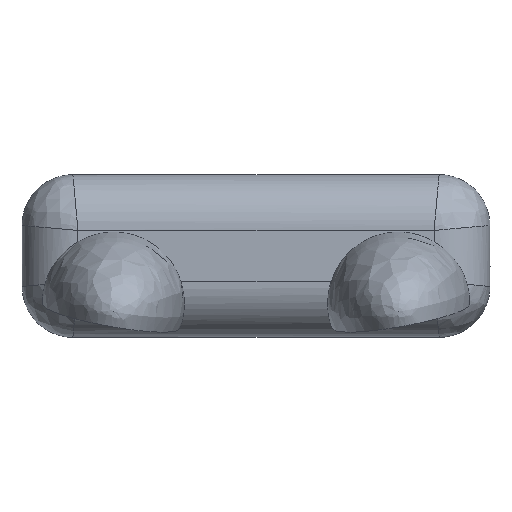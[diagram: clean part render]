
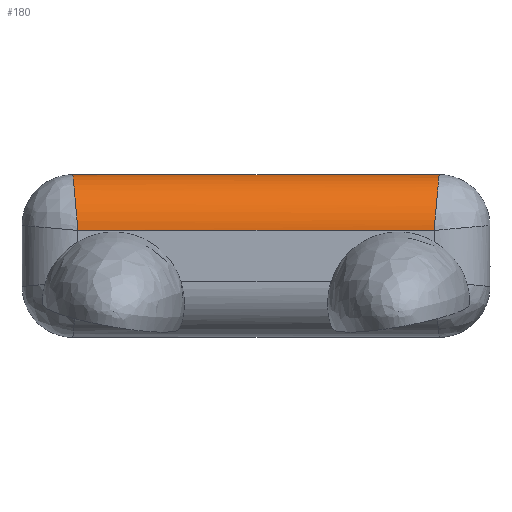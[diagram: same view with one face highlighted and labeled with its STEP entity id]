
A CAD part, top view. The second image highlights one B-rep face of the part: STEP entity #180.
In plain terms, the highlighted cylindrical face has radius 5.5 mm (diameter 11 mm), a partial arc.
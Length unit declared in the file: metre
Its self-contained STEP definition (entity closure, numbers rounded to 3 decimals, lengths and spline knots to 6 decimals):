
#180=ADVANCED_FACE('10:33713',(#374),#375,.T.);
#374=FACE_OUTER_BOUND('',#1026,.T.);
#375=CYLINDRICAL_SURFACE('',#1027,0.0055);
#1026=EDGE_LOOP('',(#1835,#1836,#1837,#1838));
#1027=AXIS2_PLACEMENT_3D('',#1839,#1840,#1841);
#1835=ORIENTED_EDGE('',*,*,#2203,.F.);
#1836=ORIENTED_EDGE('',*,*,#2184,.T.);
#1837=ORIENTED_EDGE('',*,*,#2024,.F.);
#1838=ORIENTED_EDGE('',*,*,#2140,.F.);
#1839=CARTESIAN_POINT('',(0.,0.01822,0.053906));
#1840=DIRECTION('',(1.0,0.0,0.0));
#1841=DIRECTION('',(-0.0,0.707,0.707));
#2024=EDGE_CURVE('10:41294',#2334,#2325,#2336,.T.);
#2140=EDGE_CURVE('10:13496',#2509,#2334,#2511,.T.);
#2184=EDGE_CURVE('10:33761',#2574,#2325,#2575,.T.);
#2203=EDGE_CURVE('10:41288',#2574,#2509,#2594,.T.);
#2325=VERTEX_POINT('',#2971);
#2334=VERTEX_POINT('',#3002);
#2336=B_SPLINE_CURVE_WITH_KNOTS('',3,(#3009,#3010,#3011,#3012,#3013,#3014,#3015,#3016,#3017,#3018,#3019,#3020,#3021,#3022),.UNSPECIFIED.,.F.,.F.,(4,2,2,2,2,2,4),(0.0,0.000461,0.111128,0.288197,0.571506,0.995331,1.0),.UNSPECIFIED.);
#2509=VERTEX_POINT('',#3585);
#2511=LINE('',#3592,#3593);
#2574=VERTEX_POINT('',#3696);
#2575=LINE('',#3697,#3698);
#2594=B_SPLINE_CURVE_WITH_KNOTS('',3,(#3722,#3723,#3724,#3725,#3726,#3727,#3728,#3729,#3730,#3731,#3732,#3733,#3734,#3735),.UNSPECIFIED.,.F.,.F.,(4,2,2,2,2,2,4),(0.0,0.004669,0.428494,0.711803,0.888872,0.999539,1.0),.UNSPECIFIED.);
#2971=CARTESIAN_POINT('',(0.0175,0.01822,0.059406));
#3002=CARTESIAN_POINT('',(0.018,0.02372,0.053906));
#3009=CARTESIAN_POINT('',(0.018,0.02372,0.053906));
#3010=CARTESIAN_POINT('',(0.018,0.02372,0.053907));
#3011=CARTESIAN_POINT('',(0.018,0.02372,0.053909));
#3012=CARTESIAN_POINT('',(0.018,0.02372,0.054299));
#3013=CARTESIAN_POINT('',(0.017996,0.023677,0.054689));
#3014=CARTESIAN_POINT('',(0.017977,0.023471,0.05565));
#3015=CARTESIAN_POINT('',(0.017957,0.023246,0.056206));
#3016=CARTESIAN_POINT('',(0.017891,0.022523,0.057444));
#3017=CARTESIAN_POINT('',(0.017838,0.021935,0.058033));
#3018=CARTESIAN_POINT('',(0.017694,0.020355,0.059101));
#3019=CARTESIAN_POINT('',(0.017598,0.019299,0.059399));
#3020=CARTESIAN_POINT('',(0.017502,0.018243,0.059405));
#3021=CARTESIAN_POINT('',(0.017501,0.018232,0.059406));
#3022=CARTESIAN_POINT('',(0.0175,0.01822,0.059406));
#3585=CARTESIAN_POINT('',(-0.018,0.02372,0.053906));
#3592=CARTESIAN_POINT('',(-0.02,0.02372,0.053906));
#3593=VECTOR('',#3894,1.0);
#3696=CARTESIAN_POINT('',(-0.0175,0.01822,0.059406));
#3697=CARTESIAN_POINT('',(0.,0.01822,0.059406));
#3698=VECTOR('',#3927,1.0);
#3722=CARTESIAN_POINT('',(-0.0175,0.01822,0.059406));
#3723=CARTESIAN_POINT('',(-0.017501,0.018232,0.059406));
#3724=CARTESIAN_POINT('',(-0.017502,0.018243,0.059405));
#3725=CARTESIAN_POINT('',(-0.017598,0.019299,0.059399));
#3726=CARTESIAN_POINT('',(-0.017694,0.020355,0.059101));
#3727=CARTESIAN_POINT('',(-0.017838,0.021935,0.058033));
#3728=CARTESIAN_POINT('',(-0.017891,0.022523,0.057444));
#3729=CARTESIAN_POINT('',(-0.017957,0.023246,0.056206));
#3730=CARTESIAN_POINT('',(-0.017977,0.023471,0.05565));
#3731=CARTESIAN_POINT('',(-0.017996,0.023677,0.054689));
#3732=CARTESIAN_POINT('',(-0.018,0.02372,0.054299));
#3733=CARTESIAN_POINT('',(-0.018,0.02372,0.053909));
#3734=CARTESIAN_POINT('',(-0.018,0.02372,0.053907));
#3735=CARTESIAN_POINT('',(-0.018,0.02372,0.053906));
#3894=DIRECTION('',(1.0,0.0,0.0));
#3927=DIRECTION('',(1.0,0.0,0.0));
